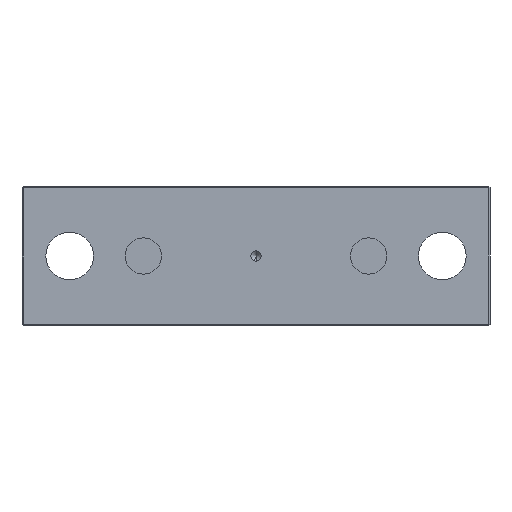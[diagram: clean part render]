
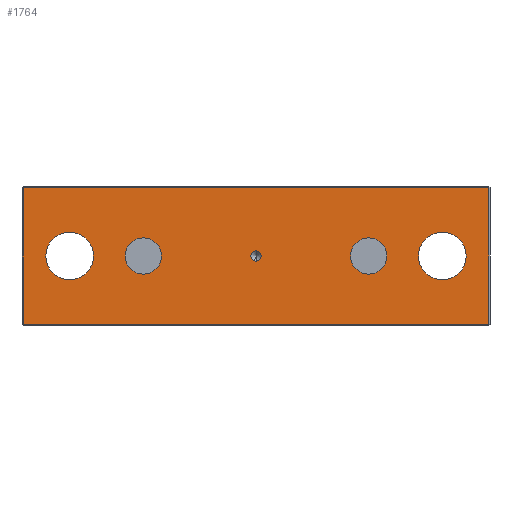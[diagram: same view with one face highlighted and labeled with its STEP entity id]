
A CAD part, front view. The second image highlights one B-rep face of the part: STEP entity #1764.
In plain terms, the highlighted planar face has unit normal (0, -1, 0).
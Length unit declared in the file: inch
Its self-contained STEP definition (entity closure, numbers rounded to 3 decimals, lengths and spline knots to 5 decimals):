
#101 = DIRECTION ( 'NONE',  ( -1., 0., 0. ) ) ;
#115 = DIRECTION ( 'NONE',  ( -1., 0., 0. ) ) ;
#179 = CARTESIAN_POINT ( 'NONE',  ( -1.1885, -1.9685, 0. ) ) ;
#460 = EDGE_CURVE ( 'NONE', #960, #3346, #6537, .T. ) ;
#540 = CARTESIAN_POINT ( 'NONE',  ( 2.12598, -1.9685, 0. ) ) ;
#561 = DIRECTION ( 'NONE',  ( 0., 1., 0. ) ) ;
#623 = CIRCLE ( 'NONE', #6169, 0.21654 ) ;
#642 = VERTEX_POINT ( 'NONE', #8889 ) ;
#650 = AXIS2_PLACEMENT_3D ( 'NONE', #6805, #2593, #7528 ) ;
#709 = CARTESIAN_POINT ( 'NONE',  ( -1.69291, -1.9685, 0. ) ) ;
#892 = LINE ( 'NONE', #6807, #4617 ) ;
#926 = VECTOR ( 'NONE', #3069, 39.37008 ) ;
#960 = VERTEX_POINT ( 'NONE', #8387 ) ;
#1001 = EDGE_CURVE ( 'NONE', #8844, #5912, #6239, .T. ) ;
#1007 = ORIENTED_EDGE ( 'NONE', *, *, #7646, .T. ) ;
#1060 = ORIENTED_EDGE ( 'NONE', *, *, #5928, .T. ) ;
#1102 = CARTESIAN_POINT ( 'NONE',  ( 0., -1.9685, 0. ) ) ;
#1192 = ORIENTED_EDGE ( 'NONE', *, *, #8832, .T. ) ;
#1222 = DIRECTION ( 'NONE',  ( -1., 0., 0. ) ) ;
#1244 = DIRECTION ( 'NONE',  ( 0., 0., -1. ) ) ;
#1290 = ORIENTED_EDGE ( 'NONE', *, *, #1503, .T. ) ;
#1330 = LINE ( 'NONE', #6550, #5063 ) ;
#1406 = CARTESIAN_POINT ( 'NONE',  ( 0., -1.9685, 0. ) ) ;
#1407 = DIRECTION ( 'NONE',  ( -1., 0., 0. ) ) ;
#1503 = EDGE_CURVE ( 'NONE', #2666, #642, #6875, .T. ) ;
#1619 = EDGE_CURVE ( 'NONE', #7802, #2361, #2240, .T. ) ;
#1686 = FACE_BOUND ( 'NONE', #5741, .T. ) ;
#1764 = ADVANCED_FACE ( 'NONE', ( #5439, #7310, #3774, #5647, #1686, #8961 ), #1924, .T. ) ;
#1790 = EDGE_CURVE ( 'NONE', #4706, #8257, #2690, .T. ) ;
#1811 = VERTEX_POINT ( 'NONE', #6878 ) ;
#1814 = DIRECTION ( 'NONE',  ( 0., 0., -1. ) ) ;
#1887 = CARTESIAN_POINT ( 'NONE',  ( 0., -1.9685, -0.04687 ) ) ;
#1924 = PLANE ( 'NONE',  #2623 ) ;
#2090 = CARTESIAN_POINT ( 'NONE',  ( 1.1885, -1.9685, 0. ) ) ;
#2106 = DIRECTION ( 'NONE',  ( 0., 0., -1. ) ) ;
#2147 = AXIS2_PLACEMENT_3D ( 'NONE', #709, #5614, #1407 ) ;
#2240 = CIRCLE ( 'NONE', #3258, 0.16488 ) ;
#2287 = DIRECTION ( 'NONE',  ( 0., 1., 0. ) ) ;
#2314 = DIRECTION ( 'NONE',  ( 0., 0., 1. ) ) ;
#2355 = CARTESIAN_POINT ( 'NONE',  ( -2.11598, -1.9685, 0. ) ) ;
#2361 = VERTEX_POINT ( 'NONE', #2090 ) ;
#2397 = AXIS2_PLACEMENT_3D ( 'NONE', #2873, #7787, #3588 ) ;
#2550 = AXIS2_PLACEMENT_3D ( 'NONE', #1406, #6331, #2106 ) ;
#2593 = DIRECTION ( 'NONE',  ( 0., 1., 0. ) ) ;
#2598 = DIRECTION ( 'NONE',  ( 1., 0., 0. ) ) ;
#2623 = AXIS2_PLACEMENT_3D ( 'NONE', #540, #5470, #1244 ) ;
#2666 = VERTEX_POINT ( 'NONE', #4404 ) ;
#2690 = CIRCLE ( 'NONE', #2147, 0.21654 ) ;
#2699 = VERTEX_POINT ( 'NONE', #179 ) ;
#2873 = CARTESIAN_POINT ( 'NONE',  ( -1.02362, -1.9685, 0. ) ) ;
#2997 = AXIS2_PLACEMENT_3D ( 'NONE', #1102, #6013, #1814 ) ;
#3069 = DIRECTION ( 'NONE',  ( 0., 0., -1. ) ) ;
#3151 = ORIENTED_EDGE ( 'NONE', *, *, #1619, .T. ) ;
#3258 = AXIS2_PLACEMENT_3D ( 'NONE', #4169, #9092, #4865 ) ;
#3346 = VERTEX_POINT ( 'NONE', #8392 ) ;
#3381 = VERTEX_POINT ( 'NONE', #6602 ) ;
#3588 = DIRECTION ( 'NONE',  ( -1., 0., 0. ) ) ;
#3774 = FACE_BOUND ( 'NONE', #7238, .T. ) ;
#3781 = ORIENTED_EDGE ( 'NONE', *, *, #4605, .T. ) ;
#3846 = EDGE_LOOP ( 'NONE', ( #1290, #1060 ) ) ;
#4015 = ORIENTED_EDGE ( 'NONE', *, *, #7491, .T. ) ;
#4033 = EDGE_CURVE ( 'NONE', #1811, #2699, #6695, .T. ) ;
#4051 = CIRCLE ( 'NONE', #2397, 0.16488 ) ;
#4169 = CARTESIAN_POINT ( 'NONE',  ( 1.02362, -1.9685, 0. ) ) ;
#4315 = DIRECTION ( 'NONE',  ( 0., 1., 0. ) ) ;
#4328 = DIRECTION ( 'NONE',  ( 0., 1., 0. ) ) ;
#4349 = EDGE_LOOP ( 'NONE', ( #7540, #5258 ) ) ;
#4366 = ORIENTED_EDGE ( 'NONE', *, *, #7777, .T. ) ;
#4404 = CARTESIAN_POINT ( 'NONE',  ( 1.47638, -1.9685, 0. ) ) ;
#4417 = CARTESIAN_POINT ( 'NONE',  ( -1.90945, -1.9685, 0. ) ) ;
#4477 = LINE ( 'NONE', #5407, #6360 ) ;
#4550 = CARTESIAN_POINT ( 'NONE',  ( -1.47638, -1.9685, 0. ) ) ;
#4564 = EDGE_LOOP ( 'NONE', ( #5437, #1007 ) ) ;
#4605 = EDGE_CURVE ( 'NONE', #2361, #7802, #5367, .T. ) ;
#4617 = VECTOR ( 'NONE', #2598, 39.37008 ) ;
#4706 = VERTEX_POINT ( 'NONE', #4417 ) ;
#4767 = CARTESIAN_POINT ( 'NONE',  ( 1.69291, -1.9685, 0. ) ) ;
#4865 = DIRECTION ( 'NONE',  ( -1., 0., 0. ) ) ;
#5063 = VECTOR ( 'NONE', #2314, 39.37008 ) ;
#5080 = CARTESIAN_POINT ( 'NONE',  ( 0., -1.9685, 0.04688 ) ) ;
#5115 = CIRCLE ( 'NONE', #5169, 0.21654 ) ;
#5169 = AXIS2_PLACEMENT_3D ( 'NONE', #8510, #4315, #101 ) ;
#5252 = VERTEX_POINT ( 'NONE', #6718 ) ;
#5258 = ORIENTED_EDGE ( 'NONE', *, *, #4033, .T. ) ;
#5351 = CIRCLE ( 'NONE', #2997, 0.04687 ) ;
#5367 = CIRCLE ( 'NONE', #7454, 0.16488 ) ;
#5407 = CARTESIAN_POINT ( 'NONE',  ( 2.12598, -1.9685, 0.61992 ) ) ;
#5437 = ORIENTED_EDGE ( 'NONE', *, *, #1790, .T. ) ;
#5439 = FACE_BOUND ( 'NONE', #3846, .T. ) ;
#5470 = DIRECTION ( 'NONE',  ( 0., -1., 0. ) ) ;
#5489 = DIRECTION ( 'NONE',  ( -1., 0., 0. ) ) ;
#5594 = EDGE_LOOP ( 'NONE', ( #8917, #4366, #7981, #1192 ) ) ;
#5614 = DIRECTION ( 'NONE',  ( 0., 1., 0. ) ) ;
#5647 = FACE_BOUND ( 'NONE', #4349, .T. ) ;
#5741 = EDGE_LOOP ( 'NONE', ( #5863, #4015 ) ) ;
#5863 = ORIENTED_EDGE ( 'NONE', *, *, #1001, .T. ) ;
#5912 = VERTEX_POINT ( 'NONE', #5080 ) ;
#5928 = EDGE_CURVE ( 'NONE', #642, #2666, #623, .T. ) ;
#6013 = DIRECTION ( 'NONE',  ( 0., 1., 0. ) ) ;
#6169 = AXIS2_PLACEMENT_3D ( 'NONE', #6517, #2287, #7226 ) ;
#6239 = CIRCLE ( 'NONE', #2550, 0.04687 ) ;
#6331 = DIRECTION ( 'NONE',  ( 0., 1., 0. ) ) ;
#6360 = VECTOR ( 'NONE', #1222, 39.37008 ) ;
#6517 = CARTESIAN_POINT ( 'NONE',  ( 1.69291, -1.9685, 0. ) ) ;
#6537 = LINE ( 'NONE', #2355, #926 ) ;
#6550 = CARTESIAN_POINT ( 'NONE',  ( 2.11598, -1.9685, 0. ) ) ;
#6602 = CARTESIAN_POINT ( 'NONE',  ( 2.11598, -1.9685, 0.61992 ) ) ;
#6695 = CIRCLE ( 'NONE', #650, 0.16488 ) ;
#6718 = CARTESIAN_POINT ( 'NONE',  ( 2.11598, -1.9685, -0.61992 ) ) ;
#6805 = CARTESIAN_POINT ( 'NONE',  ( -1.02362, -1.9685, 0. ) ) ;
#6807 = CARTESIAN_POINT ( 'NONE',  ( 2.12598, -1.9685, -0.61992 ) ) ;
#6875 = CIRCLE ( 'NONE', #7705, 0.21654 ) ;
#6878 = CARTESIAN_POINT ( 'NONE',  ( -0.85874, -1.9685, 0. ) ) ;
#7082 = EDGE_CURVE ( 'NONE', #2699, #1811, #4051, .T. ) ;
#7226 = DIRECTION ( 'NONE',  ( -1., 0., 0. ) ) ;
#7238 = EDGE_LOOP ( 'NONE', ( #3151, #3781 ) ) ;
#7310 = FACE_BOUND ( 'NONE', #4564, .T. ) ;
#7454 = AXIS2_PLACEMENT_3D ( 'NONE', #8525, #4328, #115 ) ;
#7491 = EDGE_CURVE ( 'NONE', #5912, #8844, #5351, .T. ) ;
#7528 = DIRECTION ( 'NONE',  ( -1., 0., 0. ) ) ;
#7540 = ORIENTED_EDGE ( 'NONE', *, *, #7082, .T. ) ;
#7646 = EDGE_CURVE ( 'NONE', #8257, #4706, #5115, .T. ) ;
#7705 = AXIS2_PLACEMENT_3D ( 'NONE', #4767, #561, #5489 ) ;
#7777 = EDGE_CURVE ( 'NONE', #3381, #960, #4477, .T. ) ;
#7787 = DIRECTION ( 'NONE',  ( 0., 1., 0. ) ) ;
#7802 = VERTEX_POINT ( 'NONE', #8271 ) ;
#7981 = ORIENTED_EDGE ( 'NONE', *, *, #460, .T. ) ;
#8257 = VERTEX_POINT ( 'NONE', #4550 ) ;
#8271 = CARTESIAN_POINT ( 'NONE',  ( 0.85874, -1.9685, 0. ) ) ;
#8387 = CARTESIAN_POINT ( 'NONE',  ( -2.11598, -1.9685, 0.61992 ) ) ;
#8392 = CARTESIAN_POINT ( 'NONE',  ( -2.11598, -1.9685, -0.61992 ) ) ;
#8510 = CARTESIAN_POINT ( 'NONE',  ( -1.69291, -1.9685, 0. ) ) ;
#8525 = CARTESIAN_POINT ( 'NONE',  ( 1.02362, -1.9685, 0. ) ) ;
#8540 = EDGE_CURVE ( 'NONE', #5252, #3381, #1330, .T. ) ;
#8832 = EDGE_CURVE ( 'NONE', #3346, #5252, #892, .T. ) ;
#8844 = VERTEX_POINT ( 'NONE', #1887 ) ;
#8889 = CARTESIAN_POINT ( 'NONE',  ( 1.90945, -1.9685, 0. ) ) ;
#8917 = ORIENTED_EDGE ( 'NONE', *, *, #8540, .T. ) ;
#8961 = FACE_OUTER_BOUND ( 'NONE', #5594, .T. ) ;
#9092 = DIRECTION ( 'NONE',  ( 0., 1., 0. ) ) ;
